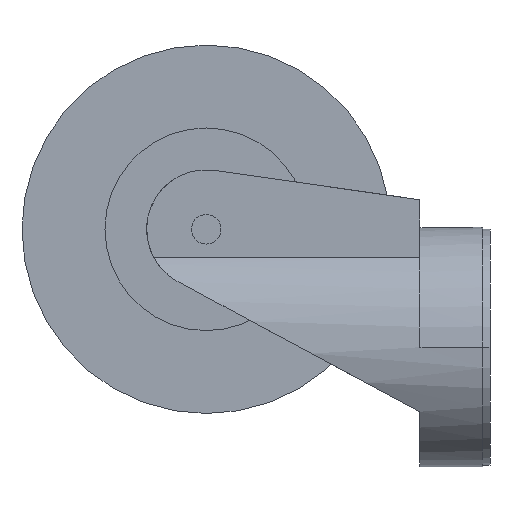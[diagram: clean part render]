
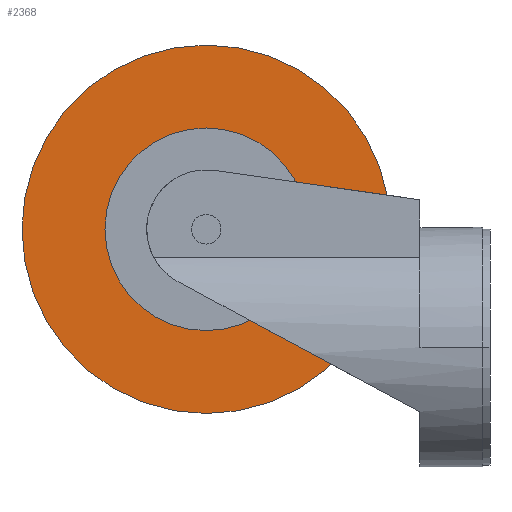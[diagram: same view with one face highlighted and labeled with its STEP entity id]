
A CAD part, left-side view. The second image highlights one B-rep face of the part: STEP entity #2368.
In plain terms, the highlighted planar face has unit normal (-1, 0, 0).
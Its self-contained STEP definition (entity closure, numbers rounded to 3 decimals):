
#1979=CARTESIAN_POINT('',(-15.,0.,0.));
#1980=DIRECTION('',(-1.,0.,0.));
#1981=DIRECTION('',(0.,0.,-1.));
#1982=AXIS2_PLACEMENT_3D('',#1979,#1980,#1981);
#1987=CARTESIAN_POINT('',(-15.,0.,0.));
#1988=DIRECTION('',(1.,0.,0.));
#1989=DIRECTION('',(0.,0.,-1.));
#1990=AXIS2_PLACEMENT_3D('',#1987,#1988,#1989);
#1995=CARTESIAN_POINT('',(-15.,0.,0.));
#1996=DIRECTION('',(1.,0.,0.));
#1997=DIRECTION('',(0.,0.,-1.));
#1998=AXIS2_PLACEMENT_3D('',#1995,#1996,#1997);
#2017=CARTESIAN_POINT('',(-15.,0.,0.));
#2018=DIRECTION('',(-1.,0.,0.));
#2019=DIRECTION('',(0.,0.,-1.));
#2020=AXIS2_PLACEMENT_3D('',#2017,#2018,#2019);
#2172=CARTESIAN_POINT('',(-15.,0.,-50.));
#2174=VERTEX_POINT('',#2172);
#2175=CARTESIAN_POINT('',(-15.,0.,-27.5));
#2177=VERTEX_POINT('',#2175);
#2192=CARTESIAN_POINT('',(-15.,0.,50.));
#2194=VERTEX_POINT('',#2192);
#2195=CARTESIAN_POINT('',(-15.,0.,27.5));
#2197=VERTEX_POINT('',#2195);
#2353=CARTESIAN_POINT('',(-15.,0.,0.));
#2354=DIRECTION('',(1.,0.,0.));
#2355=DIRECTION('',(0.,0.,1.));
#2356=AXIS2_PLACEMENT_3D('',#2353,#2354,#2355);
#2357=PLANE('',#2356);
#2358=ORIENTED_EDGE('',*,*,#2346,.F.);
#2359=ORIENTED_EDGE('',*,*,#2335,.T.);
#2360=EDGE_LOOP('',(#2358,#2359));
#2361=FACE_OUTER_BOUND('',#2360,.F.);
#2363=ORIENTED_EDGE('',*,*,#2362,.F.);
#2365=ORIENTED_EDGE('',*,*,#2364,.T.);
#2366=EDGE_LOOP('',(#2363,#2365));
#2367=FACE_BOUND('',#2366,.F.);
#1983=CIRCLE('',#1982,50.);
#1991=CIRCLE('',#1990,50.);
#1999=CIRCLE('',#1998,27.5);
#2021=CIRCLE('',#2020,27.5);
#2335=EDGE_CURVE('',#2174,#2194,#1991,.T.);
#2346=EDGE_CURVE('',#2174,#2194,#1983,.T.);
#2362=EDGE_CURVE('',#2177,#2197,#1999,.T.);
#2364=EDGE_CURVE('',#2177,#2197,#2021,.T.);
#2368=ADVANCED_FACE('',(#2361,#2367),#2357,.F.);
